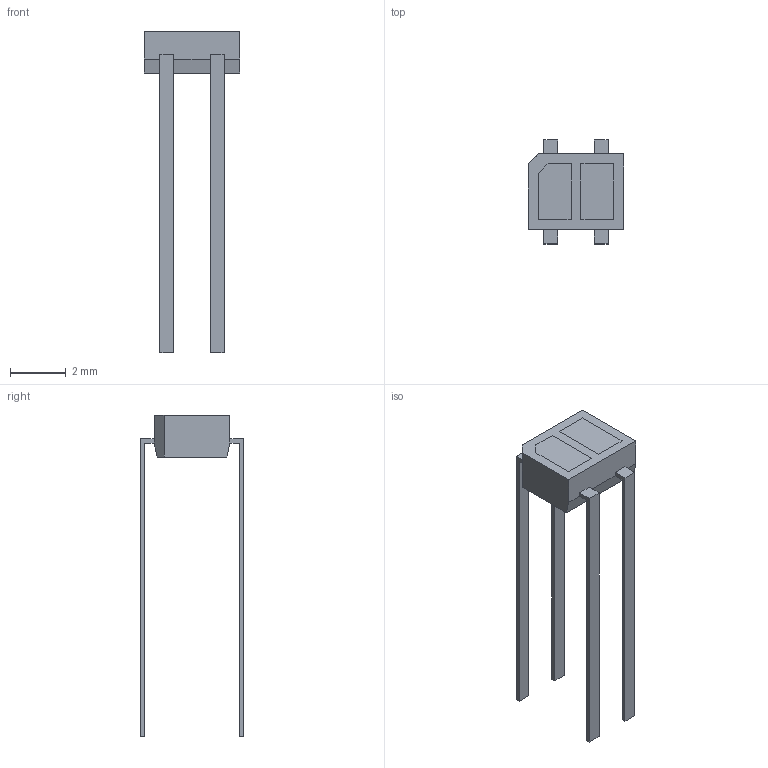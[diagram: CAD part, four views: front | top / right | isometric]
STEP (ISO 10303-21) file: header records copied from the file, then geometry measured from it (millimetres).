
FILE_DESCRIPTION (( 'STEP AP214' ), '1' );
FILE_NAME ('ATIR0811S.STEP', '2023-03-24T16:37:32', ( '' ), ( '' ), 'SwSTEP 2.0', 'SolidWorks 2014', '' );
FILE_SCHEMA (( 'AUTOMOTIVE_DESIGN' ));
Length unit declared in the file: millimetre
Products named in the file (1): ATIR0811S
Bounding box: 3.4 x 3.7 x 11.5 mm (x, y, z)
Volume: 16.8 mm3; surface area: 127 mm2
Topology: 3 solids, 3 shells, 61 faces, 151 edges, 98 vertices
Faces by surface type: plane 61
Entity records: 1813 total; most frequent: CARTESIAN_POINT 311, ORIENTED_EDGE 302, DIRECTION 275, VECTOR 151, LINE 151, EDGE_CURVE 151, VERTEX_POINT 98, EDGE_LOOP 63
